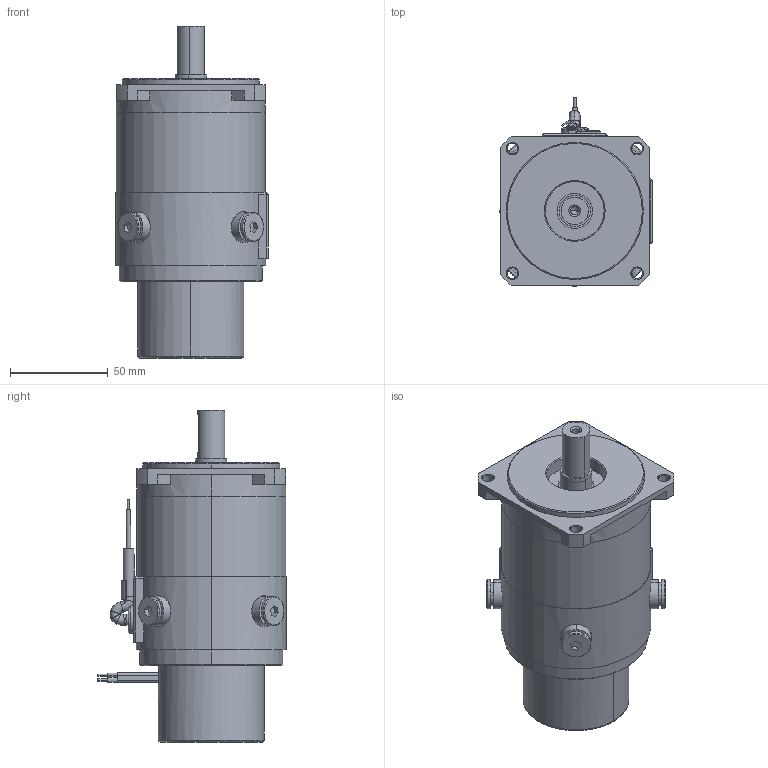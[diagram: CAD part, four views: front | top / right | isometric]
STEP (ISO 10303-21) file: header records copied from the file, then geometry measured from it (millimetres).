
FILE_DESCRIPTION (( 'STEP AP214' ), '1' );
FILE_NAME ('7DA20-7ST.STEP', '2024-05-03T11:35:12', ( '' ), ( '' ), 'SwSTEP 2.0', 'SolidWorks 2023', '' );
FILE_SCHEMA (( 'AUTOMOTIVE_DESIGN' ));
Length unit declared in the file: millimetre
Products named in the file (1): 7DA20-7ST
Bounding box: 77.75 x 96.19 x 169.5 mm (x, y, z)
Volume: 501044.3 mm3; surface area: 61900.2 mm2
Topology: 6 solids, 6 shells, 332 faces, 789 edges, 500 vertices
Faces by surface type: cylinder 137, plane 129, cone 38, bspline 24, torus 4
Entity records: 24215 total; most frequent: CARTESIAN_POINT 16540, ORIENTED_EDGE 1566, DIRECTION 1556, EDGE_CURVE 783, AXIS2_PLACEMENT_3D 591, VERTEX_POINT 500, EDGE_LOOP 389, LINE 374
